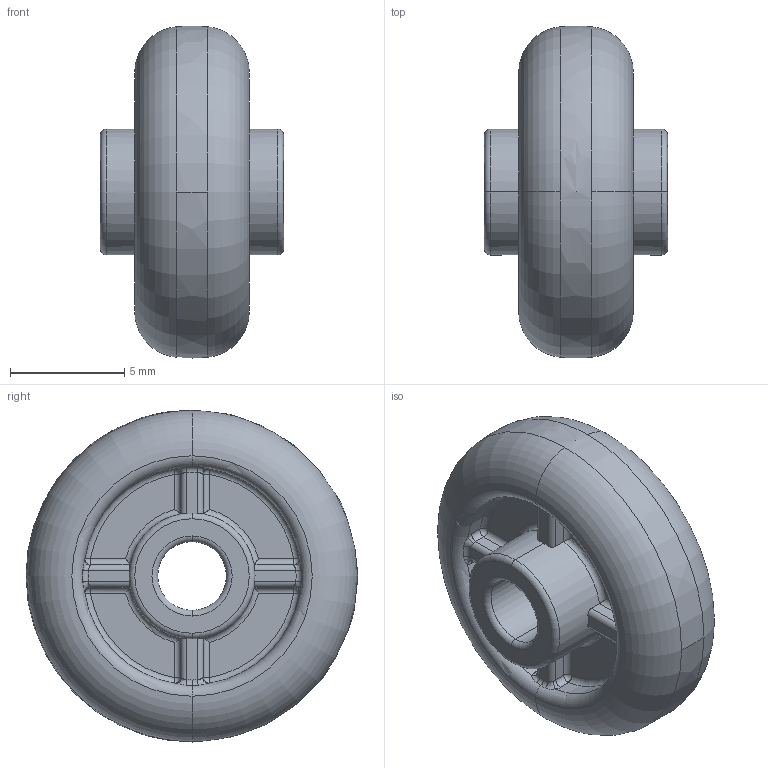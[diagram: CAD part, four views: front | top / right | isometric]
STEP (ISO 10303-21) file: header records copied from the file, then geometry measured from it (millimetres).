
FILE_DESCRIPTION (( 'STEP AP203' ), '1' );
FILE_NAME ('Moby-Galet-V_Défaut_sldprt.STEP', '2019-11-01T12:17:57', ( '' ), ( '' ), 'SwSTEP 2.0', 'SolidWorks 2017', '' );
FILE_SCHEMA (( 'CONFIG_CONTROL_DESIGN' ));
Length unit declared in the file: millimetre
Products named in the file (1): Moby-Galet-V_Défaut_sldprt
Bounding box: 8 x 14.5 x 14.5 mm (x, y, z)
Volume: 634.8 mm3; surface area: 708.9 mm2
Topology: 1 solids, 1 shells, 189 faces, 462 edges, 257 vertices
Faces by surface type: cylinder 64, torus 41, plane 34, bspline 28, sphere 22
Entity records: 5917 total; most frequent: CARTESIAN_POINT 1719, DIRECTION 898, ORIENTED_EDGE 866, EDGE_CURVE 433, AXIS2_PLACEMENT_3D 389, VERTEX_POINT 246, CIRCLE 227, EDGE_LOOP 191
